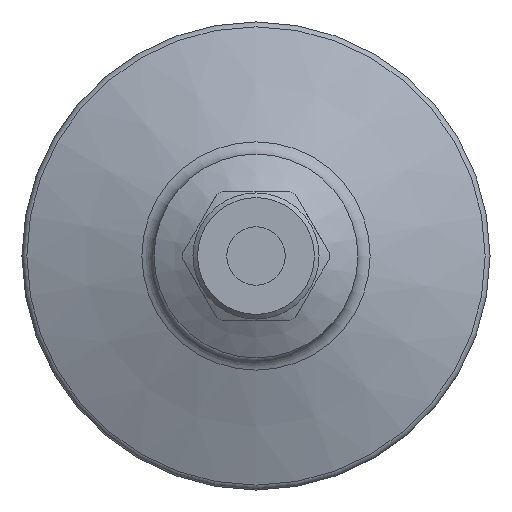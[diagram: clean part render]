
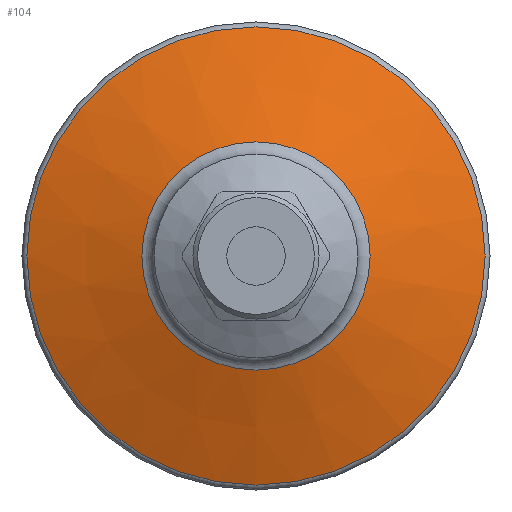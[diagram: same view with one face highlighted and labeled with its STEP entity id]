
A CAD part, front view. The second image highlights one B-rep face of the part: STEP entity #104.
In plain terms, the highlighted conical face has half-angle 70 degrees and reference radius 11 mm.
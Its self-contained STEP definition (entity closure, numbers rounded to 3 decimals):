
#104 = ADVANCED_FACE( '', ( #229, #230 ), #231, .T. );
#229 = FACE_OUTER_BOUND( '', #368, .T. );
#230 = FACE_BOUND( '', #369, .T. );
#231 = CONICAL_SURFACE( '', #370, 11., 1.222 );
#368 = EDGE_LOOP( '', ( #586 ) );
#369 = EDGE_LOOP( '', ( #587 ) );
#370 = AXIS2_PLACEMENT_3D( '', #588, #589, #590 );
#586 = ORIENTED_EDGE( '', *, *, #783, .T. );
#587 = ORIENTED_EDGE( '', *, *, #773, .T. );
#588 = CARTESIAN_POINT( '', ( 0., -8.037, 0. ) );
#589 = DIRECTION( '', ( 0., 1., 0. ) );
#590 = DIRECTION( '', ( 0., 0., -1. ) );
#773 = EDGE_CURVE( '', #913, #913, #914, .T. );
#783 = EDGE_CURVE( '', #927, #927, #928, .T. );
#913 = VERTEX_POINT( '', #1158 );
#914 = CIRCLE( '', #1159, 12.316 );
#927 = VERTEX_POINT( '', #1181 );
#928 = CIRCLE( '', #1182, 24.724 );
#1158 = CARTESIAN_POINT( '', ( 0., -7.558, -12.316 ) );
#1159 = AXIS2_PLACEMENT_3D( '', #1328, #1329, #1330 );
#1181 = CARTESIAN_POINT( '', ( 0., -3.042, 24.724 ) );
#1182 = AXIS2_PLACEMENT_3D( '', #1339, #1340, #1341 );
#1328 = CARTESIAN_POINT( '', ( 0., -7.558, 0. ) );
#1329 = DIRECTION( '', ( 0., 1., 0. ) );
#1330 = DIRECTION( '', ( 0., 0., -1. ) );
#1339 = CARTESIAN_POINT( '', ( 0., -3.042, 0. ) );
#1340 = DIRECTION( '', ( 0., -1., 0. ) );
#1341 = DIRECTION( '', ( 0., 0., 1. ) );
